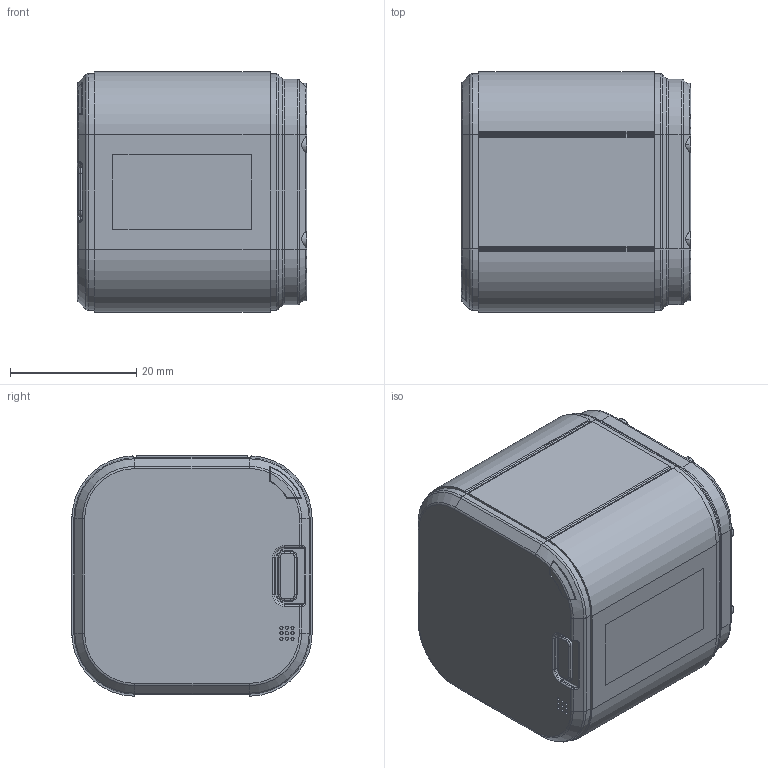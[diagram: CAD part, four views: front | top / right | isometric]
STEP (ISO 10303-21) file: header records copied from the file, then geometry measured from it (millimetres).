
FILE_DESCRIPTION (( 'STEP AP214' ), '1' );
FILE_NAME ('GoPro Hero4 Session.STEP', '2015-08-05T13:53:02', ( 'michaelc' ), ( '' ), 'SwSTEP 2.0', 'SolidWorks 2013', '' );
FILE_SCHEMA (( 'AUTOMOTIVE_DESIGN' ));
Length unit declared in the file: millimetre
Products named in the file (1): GoPro Hero4 Session
Bounding box: 36.4 x 38.15 x 38.15 mm (x, y, z)
Volume: 46596 mm3; surface area: 16417.6 mm2
Topology: 18 solids, 18 shells, 1249 faces, 2909 edges, 1645 vertices
Faces by surface type: cylinder 549, plane 337, torus 206, sphere 114, bspline 28, cone 15
Entity records: 42059 total; most frequent: CARTESIAN_POINT 6600, DIRECTION 6550, ORIENTED_EDGE 5610, EDGE_CURVE 2805, AXIS2_PLACEMENT_3D 2621, VERTEX_POINT 1629, CIRCLE 1399, LINE 1308
